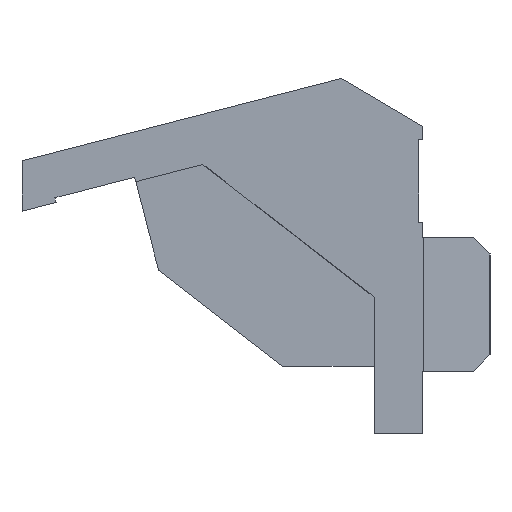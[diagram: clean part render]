
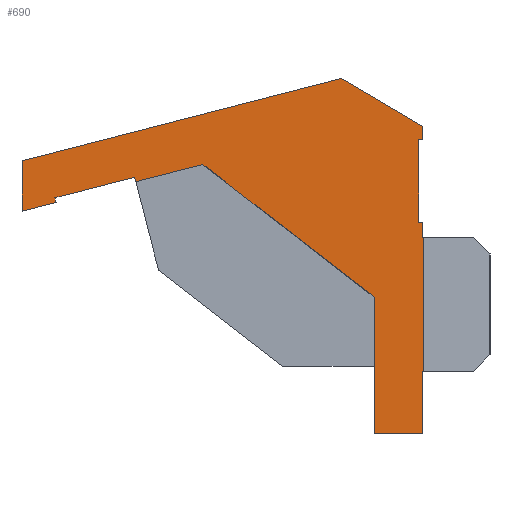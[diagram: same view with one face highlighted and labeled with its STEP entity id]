
A CAD part, left-side view. The second image highlights one B-rep face of the part: STEP entity #690.
In plain terms, the highlighted planar face has unit normal (-1, 0, 0).
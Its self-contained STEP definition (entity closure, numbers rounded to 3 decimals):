
#46=FACE_OUTER_BOUND('',#82,.T.);
#82=EDGE_LOOP('',(#547,#548,#549,#550,#551,#552,#553,#554,#555,#556,#557,
#558,#559,#560,#561,#562,#563,#564,#565,#566));
#100=LINE('',#928,#192);
#103=LINE('',#934,#195);
#106=LINE('',#940,#198);
#118=LINE('',#965,#210);
#123=LINE('',#977,#215);
#130=LINE('',#990,#222);
#133=LINE('',#996,#225);
#136=LINE('',#1002,#228);
#139=LINE('',#1008,#231);
#142=LINE('',#1014,#234);
#154=LINE('',#1040,#246);
#159=LINE('',#1049,#251);
#162=LINE('',#1055,#254);
#168=LINE('',#1066,#260);
#170=LINE('',#1069,#262);
#172=LINE('',#1072,#264);
#174=LINE('',#1075,#266);
#175=LINE('',#1077,#267);
#176=LINE('',#1080,#268);
#177=LINE('',#1081,#269);
#192=VECTOR('',#752,1000.);
#195=VECTOR('',#757,1000.);
#198=VECTOR('',#762,1000.);
#210=VECTOR('',#780,1000.);
#215=VECTOR('',#787,1000.);
#222=VECTOR('',#798,1000.);
#225=VECTOR('',#803,1000.);
#228=VECTOR('',#808,1000.);
#231=VECTOR('',#813,1000.);
#234=VECTOR('',#818,1000.);
#246=VECTOR('',#836,1000.);
#251=VECTOR('',#843,1000.);
#254=VECTOR('',#848,1000.);
#260=VECTOR('',#856,1000.);
#262=VECTOR('',#860,1000.);
#264=VECTOR('',#864,1000.);
#266=VECTOR('',#868,1000.);
#267=VECTOR('',#871,1000.);
#268=VECTOR('',#874,1000.);
#269=VECTOR('',#875,1000.);
#281=VERTEX_POINT('',#921);
#284=VERTEX_POINT('',#926);
#286=VERTEX_POINT('',#932);
#287=VERTEX_POINT('',#936);
#295=VERTEX_POINT('',#957);
#298=VERTEX_POINT('',#963);
#303=VERTEX_POINT('',#974);
#304=VERTEX_POINT('',#976);
#306=VERTEX_POINT('',#984);
#308=VERTEX_POINT('',#988);
#310=VERTEX_POINT('',#994);
#312=VERTEX_POINT('',#1000);
#314=VERTEX_POINT('',#1006);
#316=VERTEX_POINT('',#1012);
#326=VERTEX_POINT('',#1037);
#327=VERTEX_POINT('',#1039);
#330=VERTEX_POINT('',#1047);
#332=VERTEX_POINT('',#1052);
#336=VERTEX_POINT('',#1064);
#337=VERTEX_POINT('',#1079);
#348=EDGE_CURVE('',#284,#281,#100,.T.);
#351=EDGE_CURVE('',#284,#286,#103,.T.);
#354=EDGE_CURVE('',#281,#287,#106,.T.);
#366=EDGE_CURVE('',#298,#295,#118,.T.);
#371=EDGE_CURVE('',#304,#303,#123,.T.);
#378=EDGE_CURVE('',#308,#306,#130,.T.);
#381=EDGE_CURVE('',#310,#308,#133,.T.);
#384=EDGE_CURVE('',#312,#310,#136,.T.);
#387=EDGE_CURVE('',#314,#312,#139,.T.);
#390=EDGE_CURVE('',#316,#314,#142,.T.);
#402=EDGE_CURVE('',#326,#327,#154,.T.);
#407=EDGE_CURVE('',#330,#326,#159,.T.);
#410=EDGE_CURVE('',#306,#332,#162,.T.);
#416=EDGE_CURVE('',#336,#316,#168,.T.);
#418=EDGE_CURVE('',#295,#330,#170,.T.);
#420=EDGE_CURVE('',#332,#286,#172,.T.);
#422=EDGE_CURVE('',#287,#303,#174,.T.);
#423=EDGE_CURVE('',#298,#304,#175,.T.);
#424=EDGE_CURVE('',#336,#337,#176,.T.);
#425=EDGE_CURVE('',#337,#327,#177,.T.);
#547=ORIENTED_EDGE('',*,*,#354,.F.);
#548=ORIENTED_EDGE('',*,*,#348,.F.);
#549=ORIENTED_EDGE('',*,*,#351,.T.);
#550=ORIENTED_EDGE('',*,*,#420,.F.);
#551=ORIENTED_EDGE('',*,*,#410,.F.);
#552=ORIENTED_EDGE('',*,*,#378,.F.);
#553=ORIENTED_EDGE('',*,*,#381,.F.);
#554=ORIENTED_EDGE('',*,*,#384,.F.);
#555=ORIENTED_EDGE('',*,*,#387,.F.);
#556=ORIENTED_EDGE('',*,*,#390,.F.);
#557=ORIENTED_EDGE('',*,*,#416,.F.);
#558=ORIENTED_EDGE('',*,*,#424,.T.);
#559=ORIENTED_EDGE('',*,*,#425,.T.);
#560=ORIENTED_EDGE('',*,*,#402,.F.);
#561=ORIENTED_EDGE('',*,*,#407,.F.);
#562=ORIENTED_EDGE('',*,*,#418,.F.);
#563=ORIENTED_EDGE('',*,*,#366,.F.);
#564=ORIENTED_EDGE('',*,*,#423,.T.);
#565=ORIENTED_EDGE('',*,*,#371,.T.);
#566=ORIENTED_EDGE('',*,*,#422,.F.);
#656=PLANE('',#728);
#690=ADVANCED_FACE('',(#46),#656,.T.);
#728=AXIS2_PLACEMENT_3D('',#1078,#872,#873);
#752=DIRECTION('',(0.,0.,-1.));
#757=DIRECTION('',(0.,-1.,0.));
#762=DIRECTION('',(0.,-1.,0.));
#780=DIRECTION('',(0.,1.,0.));
#787=DIRECTION('',(0.,1.,0.));
#798=DIRECTION('',(0.,-0.968,0.25));
#803=DIRECTION('',(0.,0.,1.));
#808=DIRECTION('',(0.,0.968,-0.25));
#813=DIRECTION('',(0.,-0.25,-0.968));
#818=DIRECTION('',(0.,0.968,-0.25));
#836=DIRECTION('',(0.,0.,1.));
#843=DIRECTION('',(0.,1.,0.));
#848=DIRECTION('',(0.,-0.861,-0.508));
#856=DIRECTION('',(0.,0.25,0.968));
#860=DIRECTION('',(0.,0.,-1.));
#864=DIRECTION('',(0.,0.,-1.));
#868=DIRECTION('',(0.,0.,-1.));
#871=DIRECTION('',(0.,0.,1.));
#872=DIRECTION('center_axis',(-1.,0.,0.));
#873=DIRECTION('ref_axis',(0.,1.,0.));
#874=DIRECTION('',(0.,-0.968,0.25));
#875=DIRECTION('',(0.,-0.79,-0.613));
#921=CARTESIAN_POINT('',(-133.911,490.35,6.818));
#926=CARTESIAN_POINT('',(-133.911,490.35,11.718));
#928=CARTESIAN_POINT('',(-133.911,490.35,6.818));
#932=CARTESIAN_POINT('',(-133.911,490.1,11.718));
#934=CARTESIAN_POINT('',(-133.911,490.35,11.718));
#936=CARTESIAN_POINT('',(-133.911,490.1,6.818));
#940=CARTESIAN_POINT('',(-133.911,490.35,6.818));
#957=CARTESIAN_POINT('',(-133.911,490.1,-2.082));
#963=CARTESIAN_POINT('',(-133.911,490.08,-2.082));
#965=CARTESIAN_POINT('',(-133.911,487.1,-2.082));
#974=CARTESIAN_POINT('',(-133.911,490.1,5.918));
#976=CARTESIAN_POINT('',(-133.911,490.08,5.918));
#977=CARTESIAN_POINT('',(-133.911,487.1,5.918));
#984=CARTESIAN_POINT('',(-133.911,494.942,15.376));
#988=CARTESIAN_POINT('',(-133.911,513.973,10.471));
#990=CARTESIAN_POINT('',(-133.911,502.275,13.486));
#994=CARTESIAN_POINT('',(-133.911,513.973,7.471));
#996=CARTESIAN_POINT('',(-133.911,513.973,4.798));
#1000=CARTESIAN_POINT('',(-133.911,511.94,7.995));
#1002=CARTESIAN_POINT('',(-133.911,501.55,10.673));
#1006=CARTESIAN_POINT('',(-133.911,512.01,8.266));
#1008=CARTESIAN_POINT('',(-133.911,510.426,2.121));
#1012=CARTESIAN_POINT('',(-133.911,507.265,9.489));
#1014=CARTESIAN_POINT('',(-133.911,501.62,10.944));
#1037=CARTESIAN_POINT('',(-133.911,493.005,-5.779));
#1039=CARTESIAN_POINT('',(-133.911,493.005,2.352));
#1040=CARTESIAN_POINT('',(-133.911,493.005,4.798));
#1047=CARTESIAN_POINT('',(-133.911,490.1,-5.779));
#1049=CARTESIAN_POINT('',(-133.911,500.037,-5.779));
#1052=CARTESIAN_POINT('',(-133.911,490.1,12.518));
#1055=CARTESIAN_POINT('',(-133.911,494.091,14.873));
#1064=CARTESIAN_POINT('',(-133.911,507.195,9.218));
#1066=CARTESIAN_POINT('',(-133.911,505.681,3.344));
#1069=CARTESIAN_POINT('',(-133.911,490.1,4.798));
#1072=CARTESIAN_POINT('',(-133.911,490.1,4.798));
#1075=CARTESIAN_POINT('',(-133.911,490.1,4.798));
#1077=CARTESIAN_POINT('',(-133.911,490.08,4.798));
#1078=CARTESIAN_POINT('Origin',(-133.911,500.037,4.798));
#1079=CARTESIAN_POINT('',(-133.911,503.195,10.249));
#1080=CARTESIAN_POINT('',(-133.911,501.55,10.673));
#1081=CARTESIAN_POINT('',(-133.911,498.583,6.675));
